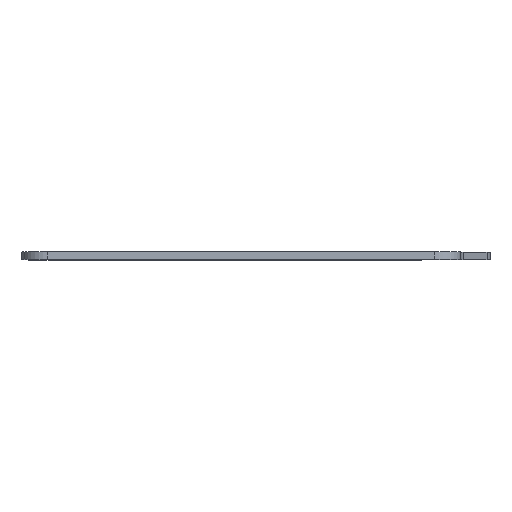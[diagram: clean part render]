
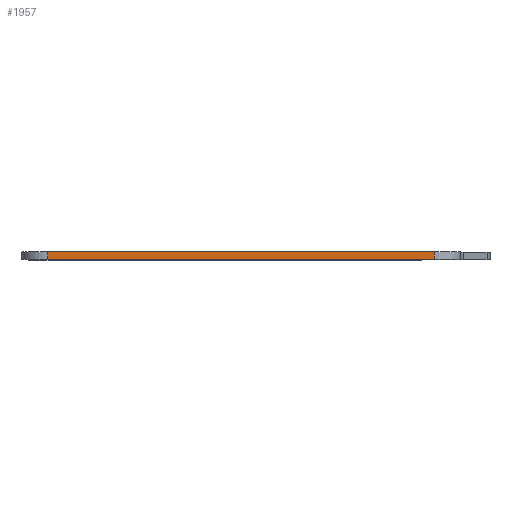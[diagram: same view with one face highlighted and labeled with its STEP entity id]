
A CAD part, top view. The second image highlights one B-rep face of the part: STEP entity #1957.
In plain terms, the highlighted planar face has unit normal (0, 0, 1).
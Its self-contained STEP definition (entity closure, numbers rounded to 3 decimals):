
#34 = VERTEX_POINT ( 'NONE', #740 ) ;
#61 = LINE ( 'NONE', #1188, #540 ) ;
#96 = ORIENTED_EDGE ( 'NONE', *, *, #336, .T. ) ;
#128 = EDGE_CURVE ( 'NONE', #1137, #34, #61, .T. ) ;
#336 = EDGE_CURVE ( 'NONE', #34, #1922, #591, .T. ) ;
#461 = CARTESIAN_POINT ( 'NONE',  ( 0., 3., 0. ) ) ;
#472 = DIRECTION ( 'NONE',  ( 0., 0., -1. ) ) ;
#540 = VECTOR ( 'NONE', #1822, 1000. ) ;
#591 = LINE ( 'NONE', #1230, #1838 ) ;
#645 = AXIS2_PLACEMENT_3D ( 'NONE', #461, #472, #1747 ) ;
#740 = CARTESIAN_POINT ( 'NONE',  ( 160., 0., 0. ) ) ;
#871 = ORIENTED_EDGE ( 'NONE', *, *, #128, .T. ) ;
#941 = LINE ( 'NONE', #1265, #1580 ) ;
#962 = DIRECTION ( 'NONE',  ( 0., -1., 0. ) ) ;
#969 = CARTESIAN_POINT ( 'NONE',  ( 160., 3., 0. ) ) ;
#997 = VERTEX_POINT ( 'NONE', #1345 ) ;
#1049 = EDGE_CURVE ( 'NONE', #997, #1922, #2051, .T. ) ;
#1137 = VERTEX_POINT ( 'NONE', #1880 ) ;
#1188 = CARTESIAN_POINT ( 'NONE',  ( 0., 0., 0. ) ) ;
#1230 = CARTESIAN_POINT ( 'NONE',  ( 160., 3., 0. ) ) ;
#1265 = CARTESIAN_POINT ( 'NONE',  ( 10., 3., 0. ) ) ;
#1270 = FACE_OUTER_BOUND ( 'NONE', #1698, .T. ) ;
#1285 = VECTOR ( 'NONE', #1890, 1000. ) ;
#1345 = CARTESIAN_POINT ( 'NONE',  ( 10., 3., 0. ) ) ;
#1424 = EDGE_CURVE ( 'NONE', #997, #1137, #941, .T. ) ;
#1442 = CARTESIAN_POINT ( 'NONE',  ( 0., 3., 0. ) ) ;
#1580 = VECTOR ( 'NONE', #962, 1000. ) ;
#1698 = EDGE_LOOP ( 'NONE', ( #1870, #1908, #871, #96 ) ) ;
#1747 = DIRECTION ( 'NONE',  ( -1., 0., 0. ) ) ;
#1822 = DIRECTION ( 'NONE',  ( 1., 0., 0. ) ) ;
#1838 = VECTOR ( 'NONE', #1861, 1000. ) ;
#1861 = DIRECTION ( 'NONE',  ( 0., 1., 0. ) ) ;
#1870 = ORIENTED_EDGE ( 'NONE', *, *, #1049, .F. ) ;
#1880 = CARTESIAN_POINT ( 'NONE',  ( 10., 0., 0. ) ) ;
#1890 = DIRECTION ( 'NONE',  ( 1., 0., 0. ) ) ;
#1903 = PLANE ( 'NONE',  #645 ) ;
#1908 = ORIENTED_EDGE ( 'NONE', *, *, #1424, .T. ) ;
#1922 = VERTEX_POINT ( 'NONE', #969 ) ;
#1957 = ADVANCED_FACE ( 'NONE', ( #1270 ), #1903, .F. ) ;
#2051 = LINE ( 'NONE', #1442, #1285 ) ;
